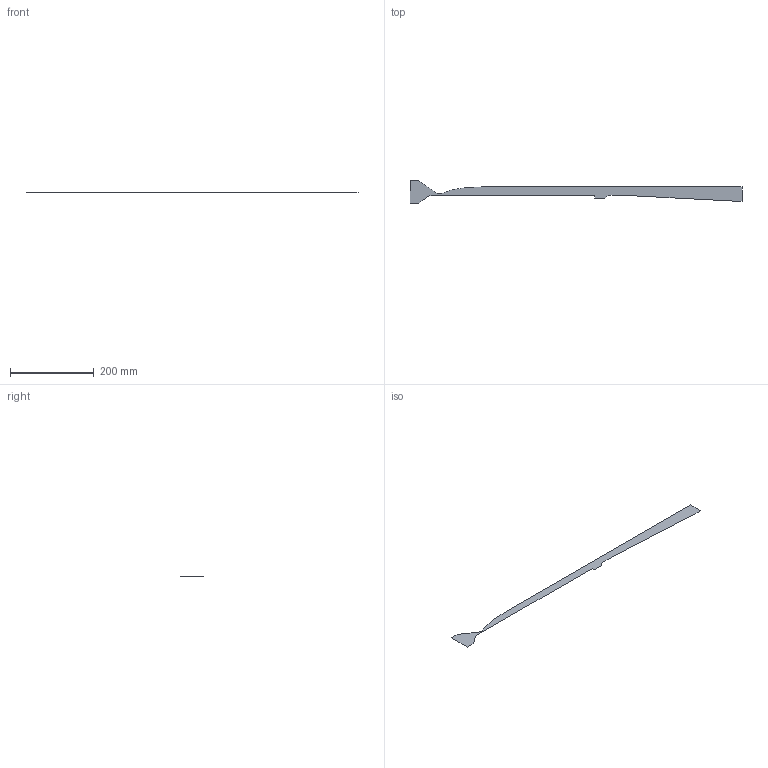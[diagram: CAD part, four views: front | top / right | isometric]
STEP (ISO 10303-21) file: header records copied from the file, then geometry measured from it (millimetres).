
FILE_DESCRIPTION (( 'STEP AP214' ), '1' );
FILE_NAME ('Baseline_extended.STEP', '2023-10-03T15:33:44', ( '' ), ( '' ), 'SwSTEP 2.0', 'SolidWorks 2022', '' );
FILE_SCHEMA (( 'AUTOMOTIVE_DESIGN' ));
Length unit declared in the file: millimetre
Products named in the file (1): Baseline_extended
Bounding box: 792.58 x 54 x 0 mm (x, y, z)
Surface area: 18437.6 mm2 (no closed solid volume)
Topology: 0 solids, 1 shells, 1 faces, 20 edges, 20 vertices
Faces by surface type: plane 1
Entity records: 212 total; most frequent: CARTESIAN_POINT 52, DIRECTION 28, ORIENTED_EDGE 20, EDGE_CURVE 20, VERTEX_POINT 20, VECTOR 14, LINE 14, AXIS2_PLACEMENT_3D 7
